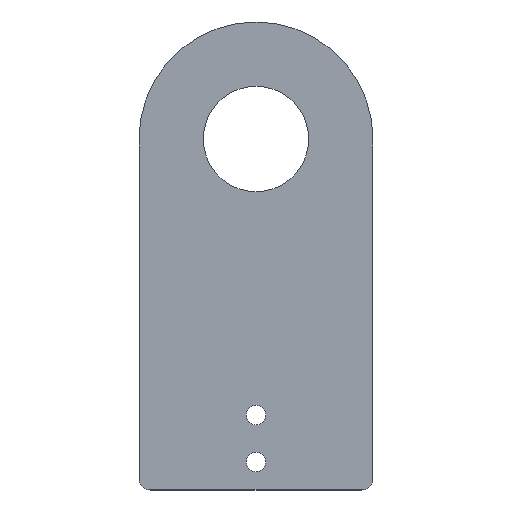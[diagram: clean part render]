
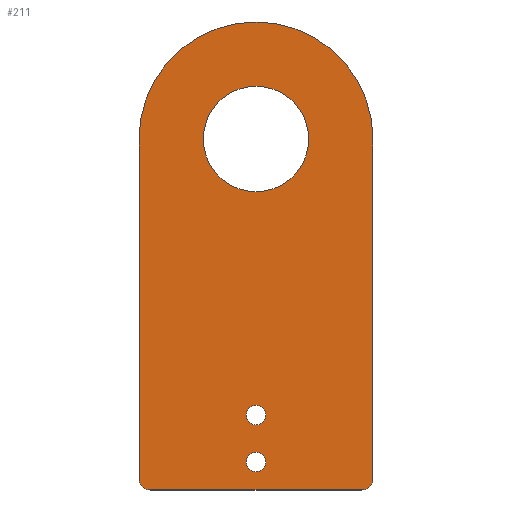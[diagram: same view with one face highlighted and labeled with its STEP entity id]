
A CAD part, top view. The second image highlights one B-rep face of the part: STEP entity #211.
In plain terms, the highlighted planar face has unit normal (0, 0, 1).
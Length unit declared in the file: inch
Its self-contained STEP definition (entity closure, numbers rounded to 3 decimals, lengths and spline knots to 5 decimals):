
#18=FACE_BOUND('',#51,.T.);
#19=FACE_BOUND('',#52,.T.);
#20=FACE_BOUND('',#53,.T.);
#25=PLANE('',#256);
#36=FACE_OUTER_BOUND('',#50,.T.);
#50=EDGE_LOOP('',(#186,#187,#188,#189,#190,#191));
#51=EDGE_LOOP('',(#192));
#52=EDGE_LOOP('',(#193));
#53=EDGE_LOOP('',(#194));
#58=LINE('',#335,#73);
#63=LINE('',#357,#78);
#68=LINE('',#375,#83);
#73=VECTOR('',#271,0.3937);
#78=VECTOR('',#294,0.3937);
#83=VECTOR('',#317,0.3937);
#84=CIRCLE('',#235,0.125);
#91=CIRCLE('',#245,0.125);
#92=CIRCLE('',#248,1.25);
#93=CIRCLE('',#250,0.1045);
#94=CIRCLE('',#252,0.1045);
#95=CIRCLE('',#254,0.5625);
#96=VERTEX_POINT('',#322);
#97=VERTEX_POINT('',#323);
#101=VERTEX_POINT('',#333);
#108=VERTEX_POINT('',#351);
#109=VERTEX_POINT('',#355);
#110=VERTEX_POINT('',#359);
#111=VERTEX_POINT('',#363);
#112=VERTEX_POINT('',#367);
#113=VERTEX_POINT('',#371);
#114=EDGE_CURVE('',#96,#97,#84,.T.);
#120=EDGE_CURVE('',#96,#101,#58,.T.);
#128=EDGE_CURVE('',#108,#101,#91,.T.);
#131=EDGE_CURVE('',#108,#109,#63,.T.);
#132=EDGE_CURVE('',#110,#109,#92,.T.);
#134=EDGE_CURVE('',#111,#111,#93,.T.);
#136=EDGE_CURVE('',#112,#112,#94,.T.);
#138=EDGE_CURVE('',#113,#113,#95,.T.);
#140=EDGE_CURVE('',#110,#97,#68,.T.);
#186=ORIENTED_EDGE('',*,*,#114,.F.);
#187=ORIENTED_EDGE('',*,*,#120,.T.);
#188=ORIENTED_EDGE('',*,*,#128,.F.);
#189=ORIENTED_EDGE('',*,*,#131,.T.);
#190=ORIENTED_EDGE('',*,*,#132,.F.);
#191=ORIENTED_EDGE('',*,*,#140,.T.);
#192=ORIENTED_EDGE('',*,*,#138,.T.);
#193=ORIENTED_EDGE('',*,*,#136,.T.);
#194=ORIENTED_EDGE('',*,*,#134,.T.);
#211=ADVANCED_FACE('',(#36,#18,#19,#20),#25,.T.);
#235=AXIS2_PLACEMENT_3D('',#324,#261,#262);
#245=AXIS2_PLACEMENT_3D('',#352,#288,#289);
#248=AXIS2_PLACEMENT_3D('',#360,#297,#298);
#250=AXIS2_PLACEMENT_3D('',#364,#302,#303);
#252=AXIS2_PLACEMENT_3D('',#368,#307,#308);
#254=AXIS2_PLACEMENT_3D('',#372,#312,#313);
#256=AXIS2_PLACEMENT_3D('',#376,#318,#319);
#261=DIRECTION('center_axis',(0.,0.,-1.));
#262=DIRECTION('ref_axis',(-0.707,-0.707,0.));
#271=DIRECTION('',(1.,0.,0.));
#288=DIRECTION('center_axis',(0.,0.,-1.));
#289=DIRECTION('ref_axis',(0.707,-0.707,0.));
#294=DIRECTION('',(0.,1.,0.));
#297=DIRECTION('center_axis',(0.,0.,-1.));
#298=DIRECTION('ref_axis',(-0.707,0.707,0.));
#302=DIRECTION('center_axis',(0.,0.,-1.));
#303=DIRECTION('ref_axis',(-1.,0.,0.));
#307=DIRECTION('center_axis',(0.,0.,-1.));
#308=DIRECTION('ref_axis',(-1.,0.,0.));
#312=DIRECTION('center_axis',(0.,0.,-1.));
#313=DIRECTION('ref_axis',(-1.,0.,0.));
#317=DIRECTION('',(0.,-1.,0.));
#318=DIRECTION('center_axis',(0.,0.,1.));
#319=DIRECTION('ref_axis',(1.,0.,0.));
#322=CARTESIAN_POINT('',(0.125,0.,0.13));
#323=CARTESIAN_POINT('',(0.,0.125,0.13));
#324=CARTESIAN_POINT('Origin',(0.125,0.125,0.13));
#333=CARTESIAN_POINT('',(2.375,0.,0.13));
#335=CARTESIAN_POINT('',(0.,0.,0.13));
#351=CARTESIAN_POINT('',(2.5,0.125,0.13));
#352=CARTESIAN_POINT('Origin',(2.375,0.125,0.13));
#355=CARTESIAN_POINT('',(2.5,3.75,0.13));
#357=CARTESIAN_POINT('',(2.5,0.,0.13));
#359=CARTESIAN_POINT('',(0.,3.75,0.13));
#360=CARTESIAN_POINT('Origin',(1.25,3.75,0.13));
#363=CARTESIAN_POINT('',(1.3545,0.3,0.13));
#364=CARTESIAN_POINT('Origin',(1.25,0.3,0.13));
#367=CARTESIAN_POINT('',(1.3545,0.8,0.13));
#368=CARTESIAN_POINT('Origin',(1.25,0.8,0.13));
#371=CARTESIAN_POINT('',(1.8125,3.75,0.13));
#372=CARTESIAN_POINT('Origin',(1.25,3.75,0.13));
#375=CARTESIAN_POINT('',(0.,5.,0.13));
#376=CARTESIAN_POINT('Origin',(1.25,2.5,0.13));
